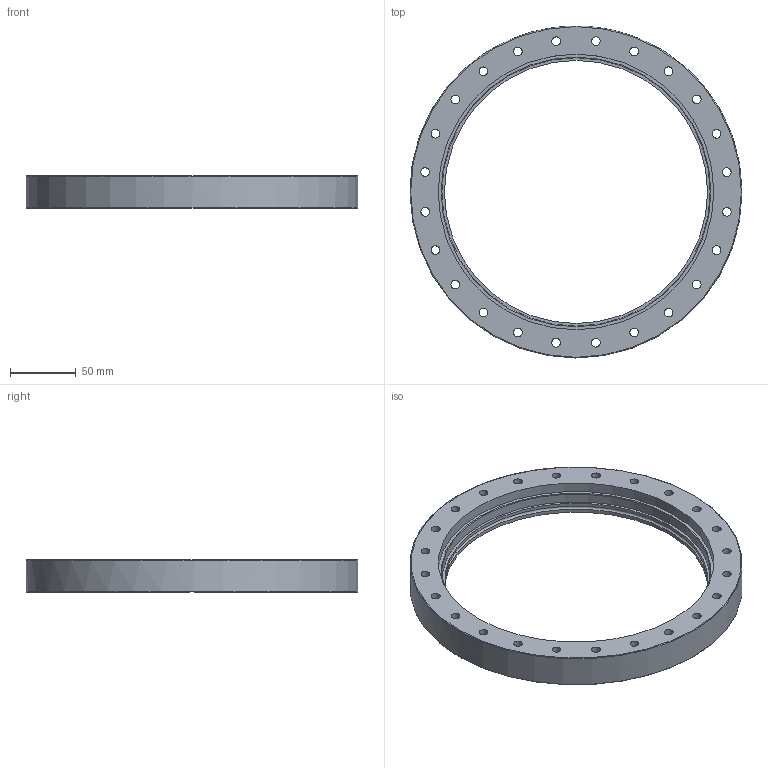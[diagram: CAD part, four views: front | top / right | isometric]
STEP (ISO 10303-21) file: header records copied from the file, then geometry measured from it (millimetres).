
FILE_DESCRIPTION((''),'2;1');
FILE_NAME('F200RB204T-316LNS.stp','2009-03-13T09:01:07',('hasers'),(''),'Autodesk Inventor 2008','Autodesk Inventor 2008','');
FILE_SCHEMA(('AUTOMOTIVE_DESIGN { 1 0 10303 214 1 1 1 1 }'));
Length unit declared in the file: millimetre
Products named in the file (4): F200RB204T-316LNS; i-F200RB204T-316LNS; CF-R [Subject [Summary]=-316LNS][Title [Summary]=F200ROT]; CF-R [Subject [Summary]=-316LNS][Title [Summary]=F200RIB204]
Assembly tree (3 placements, depth 3):
  F200RB204T-316LNS
    i-F200RB204T-316LNS
      CF-R [Subject [Summary]=-316LNS][Title [Summary]=F200ROT]
      CF-R [Subject [Summary]=-316LNS][Title [Summary]=F200RIB204]
Bounding box: 253 x 253 x 25 mm (x, y, z)
Volume: 399889.7 mm3; surface area: 115476.7 mm2
Topology: 2 solids, 2 shells, 53 faces, 159 edges, 111 vertices
Faces by surface type: bspline 32, torus 8, cylinder 5, plane 5, cone 3
Full cylindrical faces by diameter (mm): 222.1 x1, 223 x1, 253 x1
Entity records: 2084 total; most frequent: CARTESIAN_POINT 866, DIRECTION 212, ORIENTED_EDGE 176, EDGE_LOOP 148, AXIS2_PLACEMENT_3D 104, FACE_BOUND 95, EDGE_CURVE 88, VERTEX_POINT 82
